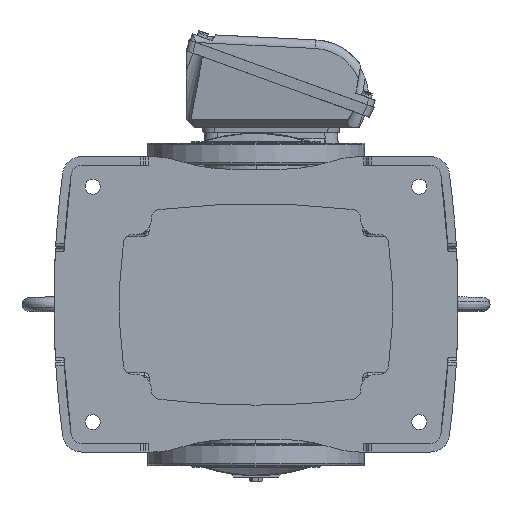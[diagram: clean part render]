
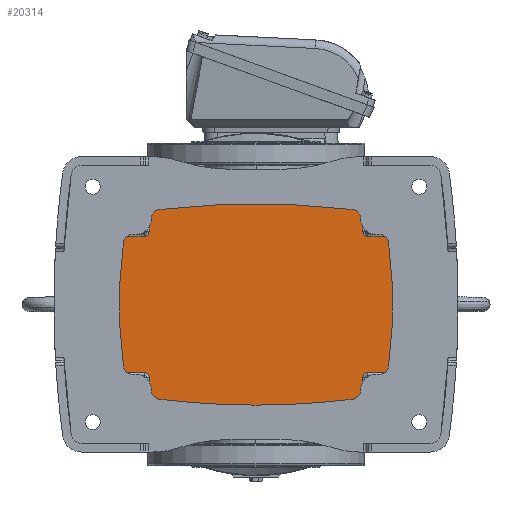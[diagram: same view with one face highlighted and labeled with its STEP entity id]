
A CAD part, front view. The second image highlights one B-rep face of the part: STEP entity #20314.
In plain terms, the highlighted planar face has unit normal (0, -1, 0).
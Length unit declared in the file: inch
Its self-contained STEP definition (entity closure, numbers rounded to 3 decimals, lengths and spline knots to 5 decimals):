
#69 = LINE ( 'NONE', #113651, #81507 ) ;
#607 = CIRCLE ( 'NONE', #75302, 0.23622 ) ;
#971 = ORIENTED_EDGE ( 'NONE', *, *, #66594, .F. ) ;
#3332 = DIRECTION ( 'NONE',  ( 0., 1., 0. ) ) ;
#3863 = DIRECTION ( 'NONE',  ( 1., 0., 0. ) ) ;
#5093 = ORIENTED_EDGE ( 'NONE', *, *, #41097, .T. ) ;
#5109 = EDGE_CURVE ( 'NONE', #119476, #21729, #82832, .T. ) ;
#5623 = DIRECTION ( 'NONE',  ( 0., 1., 0. ) ) ;
#5861 = DIRECTION ( 'NONE',  ( 0., 0., 1. ) ) ;
#5986 = CARTESIAN_POINT ( 'NONE',  ( -3.36614, 2.45965, -4.90157 ) ) ;
#7345 = VECTOR ( 'NONE', #101454, 39.37008 ) ;
#8383 = ORIENTED_EDGE ( 'NONE', *, *, #70371, .F. ) ;
#9339 = LINE ( 'NONE', #68880, #27137 ) ;
#10064 = ORIENTED_EDGE ( 'NONE', *, *, #113044, .T. ) ;
#11381 = CARTESIAN_POINT ( 'NONE',  ( 3.36614, 2.45965, -5.1378 ) ) ;
#12843 = ORIENTED_EDGE ( 'NONE', *, *, #79439, .F. ) ;
#12944 = DIRECTION ( 'NONE',  ( 0., 0., -1. ) ) ;
#14261 = VERTEX_POINT ( 'NONE', #131010 ) ;
#16376 = CARTESIAN_POINT ( 'NONE',  ( 3.12992, 2.45965, 6.50362 ) ) ;
#17651 = FACE_OUTER_BOUND ( 'NONE', #22014, .T. ) ;
#18292 = CARTESIAN_POINT ( 'NONE',  ( -4.60008, 2.45965, 4.90158 ) ) ;
#18484 = EDGE_CURVE ( 'NONE', #40225, #30382, #93570, .T. ) ;
#19562 = VERTEX_POINT ( 'NONE', #106176 ) ;
#20314 = ADVANCED_FACE ( 'NONE', ( #17651 ), #39017, .F. ) ;
#21729 = VERTEX_POINT ( 'NONE', #109715 ) ;
#22014 = EDGE_LOOP ( 'NONE', ( #96142, #81792, #30030, #43490, #118847, #971, #68684, #8383, #10064, #12843, #93733, #46940, #118808, #43854, #5093, #48623 ) ) ;
#24706 = CIRCLE ( 'NONE', #41809, 0.23622 ) ;
#25593 = CARTESIAN_POINT ( 'NONE',  ( -3.12992, 2.45965, -6.50362 ) ) ;
#26703 = AXIS2_PLACEMENT_3D ( 'NONE', #87826, #119257, #108544 ) ;
#27137 = VECTOR ( 'NONE', #58881, 39.37008 ) ;
#27384 = DIRECTION ( 'NONE',  ( 1., 0., 0. ) ) ;
#29264 = LINE ( 'NONE', #71323, #92173 ) ;
#29843 = VECTOR ( 'NONE', #27384, 39.37008 ) ;
#30030 = ORIENTED_EDGE ( 'NONE', *, *, #88245, .T. ) ;
#30382 = VERTEX_POINT ( 'NONE', #75148 ) ;
#30559 = DIRECTION ( 'NONE',  ( 1., 0., 0. ) ) ;
#33653 = CARTESIAN_POINT ( 'NONE',  ( 23.8189, 2.45965, 0. ) ) ;
#33815 = CARTESIAN_POINT ( 'NONE',  ( 0., 2.45965, 14.80315 ) ) ;
#34493 = DIRECTION ( 'NONE',  ( 0., 1., 0. ) ) ;
#34620 = EDGE_CURVE ( 'NONE', #51215, #21729, #24706, .T. ) ;
#35968 = AXIS2_PLACEMENT_3D ( 'NONE', #61952, #34493, #103994 ) ;
#36389 = CARTESIAN_POINT ( 'NONE',  ( 0., 2.45965, 0. ) ) ;
#38535 = CARTESIAN_POINT ( 'NONE',  ( 0., 2.45965, -14.80315 ) ) ;
#39017 = PLANE ( 'NONE',  #44798 ) ;
#39187 = DIRECTION ( 'NONE',  ( 0.145, 0., 0.989 ) ) ;
#39602 = EDGE_CURVE ( 'NONE', #89039, #94814, #46459, .T. ) ;
#40225 = VERTEX_POINT ( 'NONE', #112562 ) ;
#41097 = EDGE_CURVE ( 'NONE', #115597, #97656, #48848, .T. ) ;
#41330 = VECTOR ( 'NONE', #52785, 39.37008 ) ;
#41809 = AXIS2_PLACEMENT_3D ( 'NONE', #11381, #3332, #102915 ) ;
#43112 = EDGE_CURVE ( 'NONE', #40225, #14261, #70340, .T. ) ;
#43490 = ORIENTED_EDGE ( 'NONE', *, *, #43112, .F. ) ;
#43854 = ORIENTED_EDGE ( 'NONE', *, *, #57884, .F. ) ;
#44668 = CARTESIAN_POINT ( 'NONE',  ( -3.36614, 2.45965, -5.1378 ) ) ;
#44798 = AXIS2_PLACEMENT_3D ( 'NONE', #36389, #5623, #118563 ) ;
#46459 = CIRCLE ( 'NONE', #121164, 0.23622 ) ;
#46785 = CARTESIAN_POINT ( 'NONE',  ( -3.12992, 2.45965, 6.50362 ) ) ;
#46940 = ORIENTED_EDGE ( 'NONE', *, *, #107350, .F. ) ;
#48183 = EDGE_CURVE ( 'NONE', #127996, #97546, #92089, .T. ) ;
#48623 = ORIENTED_EDGE ( 'NONE', *, *, #83359, .F. ) ;
#48848 = CIRCLE ( 'NONE', #106300, 21.53543 ) ;
#50325 = VERTEX_POINT ( 'NONE', #16376 ) ;
#51215 = VERTEX_POINT ( 'NONE', #95537 ) ;
#51226 = DIRECTION ( 'NONE',  ( -0.145, 0., -0.989 ) ) ;
#51346 = LINE ( 'NONE', #131596, #7345 ) ;
#52785 = DIRECTION ( 'NONE',  ( -1., 0., 0. ) ) ;
#57884 = EDGE_CURVE ( 'NONE', #115597, #94814, #9339, .T. ) ;
#58607 = DIRECTION ( 'NONE',  ( 0., -1., 0. ) ) ;
#58881 = DIRECTION ( 'NONE',  ( 0., 0., 1. ) ) ;
#60881 = CIRCLE ( 'NONE', #26703, 28.83858 ) ;
#61952 = CARTESIAN_POINT ( 'NONE',  ( 3.36614, 2.45965, 5.1378 ) ) ;
#63832 = VECTOR ( 'NONE', #12944, 39.37008 ) ;
#65339 = CARTESIAN_POINT ( 'NONE',  ( 3.12992, 2.45965, -6.50362 ) ) ;
#66594 = EDGE_CURVE ( 'NONE', #50325, #30382, #95152, .T. ) ;
#68491 = CARTESIAN_POINT ( 'NONE',  ( -3.12992, 2.45965, 5.1378 ) ) ;
#68684 = ORIENTED_EDGE ( 'NONE', *, *, #112139, .T. ) ;
#68880 = CARTESIAN_POINT ( 'NONE',  ( -3.12992, 2.45965, -6.50362 ) ) ;
#70340 = LINE ( 'NONE', #96217, #29843 ) ;
#70371 = EDGE_CURVE ( 'NONE', #70947, #114924, #69, .T. ) ;
#70947 = VERTEX_POINT ( 'NONE', #68491 ) ;
#71323 = CARTESIAN_POINT ( 'NONE',  ( -4.60008, 2.45965, 4.90158 ) ) ;
#73126 = AXIS2_PLACEMENT_3D ( 'NONE', #38535, #58607, #39187 ) ;
#73469 = CARTESIAN_POINT ( 'NONE',  ( 4.60008, 2.45965, -4.90158 ) ) ;
#74374 = CARTESIAN_POINT ( 'NONE',  ( -3.12992, 2.45965, -5.1378 ) ) ;
#74388 = CARTESIAN_POINT ( 'NONE',  ( 4.60008, 2.45965, -4.90158 ) ) ;
#74391 = DIRECTION ( 'NONE',  ( -0.985, 0., 0.17 ) ) ;
#75148 = CARTESIAN_POINT ( 'NONE',  ( 3.12992, 2.45965, 5.1378 ) ) ;
#75302 = AXIS2_PLACEMENT_3D ( 'NONE', #85367, #86017, #3863 ) ;
#79439 = EDGE_CURVE ( 'NONE', #127996, #19562, #29264, .T. ) ;
#79651 = LINE ( 'NONE', #122407, #111611 ) ;
#81507 = VECTOR ( 'NONE', #111671, 39.37008 ) ;
#81792 = ORIENTED_EDGE ( 'NONE', *, *, #5109, .F. ) ;
#82832 = LINE ( 'NONE', #73469, #41330 ) ;
#83359 = EDGE_CURVE ( 'NONE', #51215, #97656, #79651, .T. ) ;
#85367 = CARTESIAN_POINT ( 'NONE',  ( -3.36614, 2.45965, 5.1378 ) ) ;
#86017 = DIRECTION ( 'NONE',  ( 0., 1., 0. ) ) ;
#87826 = CARTESIAN_POINT ( 'NONE',  ( -23.8189, 2.45965, 0. ) ) ;
#88245 = EDGE_CURVE ( 'NONE', #119476, #14261, #60881, .T. ) ;
#89039 = VERTEX_POINT ( 'NONE', #5986 ) ;
#92089 = CIRCLE ( 'NONE', #96378, 28.83858 ) ;
#92173 = VECTOR ( 'NONE', #30559, 39.37008 ) ;
#93570 = CIRCLE ( 'NONE', #35968, 0.23622 ) ;
#93733 = ORIENTED_EDGE ( 'NONE', *, *, #48183, .T. ) ;
#94814 = VERTEX_POINT ( 'NONE', #74374 ) ;
#95152 = LINE ( 'NONE', #104483, #63832 ) ;
#95537 = CARTESIAN_POINT ( 'NONE',  ( 3.12992, 2.45965, -5.1378 ) ) ;
#96142 = ORIENTED_EDGE ( 'NONE', *, *, #34620, .T. ) ;
#96217 = CARTESIAN_POINT ( 'NONE',  ( 3.36614, 2.45965, 4.90157 ) ) ;
#96378 = AXIS2_PLACEMENT_3D ( 'NONE', #33653, #115142, #74391 ) ;
#96573 = CIRCLE ( 'NONE', #73126, 21.53543 ) ;
#97546 = VERTEX_POINT ( 'NONE', #106701 ) ;
#97656 = VERTEX_POINT ( 'NONE', #65339 ) ;
#101004 = DIRECTION ( 'NONE',  ( 0., 0., -1. ) ) ;
#101454 = DIRECTION ( 'NONE',  ( -1., 0., 0. ) ) ;
#102915 = DIRECTION ( 'NONE',  ( -1., 0., 0. ) ) ;
#103994 = DIRECTION ( 'NONE',  ( 0., 0., -1. ) ) ;
#104483 = CARTESIAN_POINT ( 'NONE',  ( 3.12992, 2.45965, 6.50362 ) ) ;
#106176 = CARTESIAN_POINT ( 'NONE',  ( -3.36614, 2.45965, 4.90158 ) ) ;
#106300 = AXIS2_PLACEMENT_3D ( 'NONE', #33815, #124054, #51226 ) ;
#106701 = CARTESIAN_POINT ( 'NONE',  ( -4.60008, 2.45965, -4.90158 ) ) ;
#107350 = EDGE_CURVE ( 'NONE', #89039, #97546, #51346, .T. ) ;
#108544 = DIRECTION ( 'NONE',  ( 0.985, 0., -0.17 ) ) ;
#109715 = CARTESIAN_POINT ( 'NONE',  ( 3.36614, 2.45965, -4.90157 ) ) ;
#111611 = VECTOR ( 'NONE', #101004, 39.37008 ) ;
#111671 = DIRECTION ( 'NONE',  ( 0., 0., 1. ) ) ;
#112139 = EDGE_CURVE ( 'NONE', #50325, #114924, #96573, .T. ) ;
#112562 = CARTESIAN_POINT ( 'NONE',  ( 3.36614, 2.45965, 4.90157 ) ) ;
#113044 = EDGE_CURVE ( 'NONE', #70947, #19562, #607, .T. ) ;
#113651 = CARTESIAN_POINT ( 'NONE',  ( -3.12992, 2.45965, 5.1378 ) ) ;
#114924 = VERTEX_POINT ( 'NONE', #46785 ) ;
#115142 = DIRECTION ( 'NONE',  ( 0., -1., 0. ) ) ;
#115597 = VERTEX_POINT ( 'NONE', #25593 ) ;
#117486 = DIRECTION ( 'NONE',  ( 0., 1., 0. ) ) ;
#118563 = DIRECTION ( 'NONE',  ( 1., 0., 0. ) ) ;
#118808 = ORIENTED_EDGE ( 'NONE', *, *, #39602, .T. ) ;
#118847 = ORIENTED_EDGE ( 'NONE', *, *, #18484, .T. ) ;
#119257 = DIRECTION ( 'NONE',  ( 0., -1., 0. ) ) ;
#119476 = VERTEX_POINT ( 'NONE', #74388 ) ;
#121164 = AXIS2_PLACEMENT_3D ( 'NONE', #44668, #117486, #5861 ) ;
#122407 = CARTESIAN_POINT ( 'NONE',  ( 3.12992, 2.45965, -5.1378 ) ) ;
#124054 = DIRECTION ( 'NONE',  ( 0., -1., 0. ) ) ;
#127996 = VERTEX_POINT ( 'NONE', #18292 ) ;
#131010 = CARTESIAN_POINT ( 'NONE',  ( 4.60009, 2.45965, 4.90158 ) ) ;
#131596 = CARTESIAN_POINT ( 'NONE',  ( -3.36614, 2.45965, -4.90157 ) ) ;
